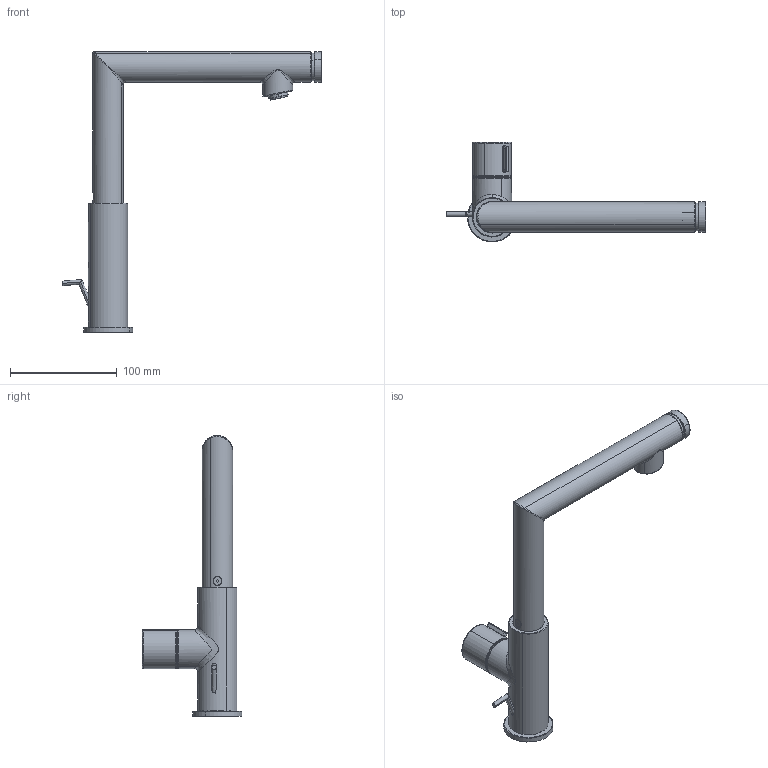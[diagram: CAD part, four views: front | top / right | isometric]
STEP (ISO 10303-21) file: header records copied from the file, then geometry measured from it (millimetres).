
FILE_DESCRIPTION(('CAx-IF Rec.Pracs.---Model Styling and Organization---1.2---2011-12-15','CAx-IF Rec.Pracs.---Geometric and Assembly Validation Properties---4.1---2014-06-16','CAx-IF Rec.Pracs.---PMI Polyline Presentation---2.0---2013-05-24'),'2;1');
FILE_NAME('1000111607_PPR_000.stp','2017-01-23T07:24:18+01:00',(''),(''),'STEP Interface 4.0.1101 by CT CoreTechnologie','3D_Evolution4.0.1101 by CT CoreTechnologie','');
FILE_SCHEMA(('AP203_CONFIGURATION_CONTROLLED_3D_DESIGN_OF_MECHANICAL_PARTS_AND_ASSEMBLIES_MIM_LF'));
Length unit declared in the file: millimetre
Products named in the file (18): P_2 WTM_Schwenkauslauf_Axor UNO³ Puro 1000111607_PPR_000_A0; P_2 Rosette Talis S2 Zweigriff-WTA 1000075229_PPA_000_A0; P_2 Zugstange D4,3-R700 WTM AX Starck 1000086249_PPA_000_A0; P_2 Griff MR25L_WTM_Axor UNO³ Puro 1000111592_PPA_000_A0; P_2 Farbring WTM Schwenkau. AX UNO³ Puro 1000111593_PPA_000_A0; Senkschraube DIN7991-M4x6-A2 KLF-Tuflok 1000085613_PPA_000_A0; P_2 Auslauf WTM Schwenk AXOR UNO³ Puro 1000111589_PPA_000_A0; P_2 GK_WTM_Schwenkausl_m.Z._AX UNO³ Puro 1000111591_PPA_000_A0; P_2 BGR_AVP DN5I mit Selectgriff im Ausl 1000094818_PPR_000_A0; P_2 Taste_AVP_DN5_KHM_AZA_Metris_Select 1000111606_PPA_000_A0; O-Ring 17x1,5 (EB-d22,1_D245_b1,5) 1000091833_PPA_000_A0; P_2 Griffmantel_AVP_DN5_KHM_Select 1000110950_PPA_000_A0; P_2 Deckel_AVP_DN5_KHM_Metris_Select 1000102387_PPA_000_A0; SR_SHO_SC_1,5gpm_air_gr黱_Huelse_M24x1-m 1000086643_PPR_000_A1; SR_SHO_SC_1,5gpm_air_gr黱 1000101269_PPR_000_A1; SR_SHO_SC_1,5gpm_air_gr黱_Dummy 1000101184_PPA_000_A1; SR-Huelse_SHO_M24x1-m 1000101174_PPA_000_A2; Dichtung Slim SR d17,8xD21,95x1,6_EBD 1000105475_PPA_000_A0
Assembly tree (17 placements, depth 4):
  P_2 WTM_Schwenkauslauf_Axor UNO³ Puro 1000111607_PPR_000_A0
    P_2 Rosette Talis S2 Zweigriff-WTA 1000075229_PPA_000_A0
    P_2 Zugstange D4,3-R700 WTM AX Starck 1000086249_PPA_000_A0
    P_2 Griff MR25L_WTM_Axor UNO³ Puro 1000111592_PPA_000_A0
    P_2 Farbring WTM Schwenkau. AX UNO³ Puro 1000111593_PPA_000_A0
    Senkschraube DIN7991-M4x6-A2 KLF-Tuflok 1000085613_PPA_000_A0
    P_2 Auslauf WTM Schwenk AXOR UNO³ Puro 1000111589_PPA_000_A0
    P_2 GK_WTM_Schwenkausl_m.Z._AX UNO³ Puro 1000111591_PPA_000_A0
    P_2 BGR_AVP DN5I mit Selectgriff im Ausl 1000094818_PPR_000_A0
      P_2 Taste_AVP_DN5_KHM_AZA_Metris_Select 1000111606_PPA_000_A0
      O-Ring 17x1,5 (EB-d22,1_D245_b1,5) 1000091833_PPA_000_A0
      P_2 Griffmantel_AVP_DN5_KHM_Select 1000110950_PPA_000_A0
      P_2 Deckel_AVP_DN5_KHM_Metris_Select 1000102387_PPA_000_A0
    SR_SHO_SC_1,5gpm_air_gr黱_Huelse_M24x1-m 1000086643_PPR_000_A1
      SR_SHO_SC_1,5gpm_air_gr黱 1000101269_PPR_000_A1
        SR_SHO_SC_1,5gpm_air_gr黱_Dummy 1000101184_PPA_000_A1
      SR-Huelse_SHO_M24x1-m 1000101174_PPA_000_A2
      Dichtung Slim SR d17,8xD21,95x1,6_EBD 1000105475_PPA_000_A0
Bounding box: 243.2 x 93.49 x 262.9 mm (x, y, z)
Volume: 401927.8 mm3; surface area: 74011.9 mm2
Topology: 14 solids, 22 shells, 1160 faces, 3115 edges, 1992 vertices
Faces by surface type: plane 524, cylinder 358, bspline 278
Entity records: 58394 total; most frequent: CARTESIAN_POINT 16085, ORIENTED_EDGE 6178, DIRECTION 6081, EDGE_CURVE 3089, AXIS2_PLACEMENT_3D 2235, VERTEX_POINT 1992, VECTOR 1611, LINE 1611
